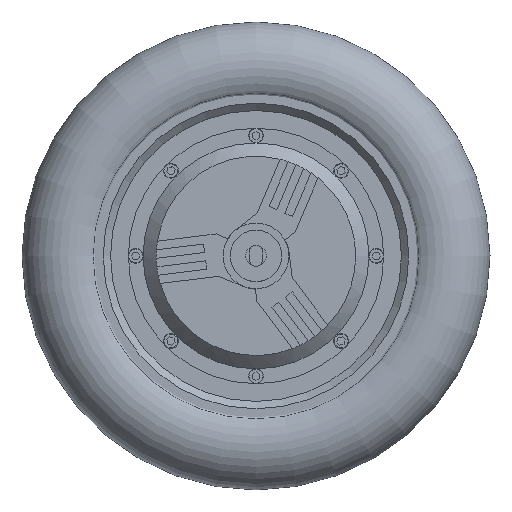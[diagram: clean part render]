
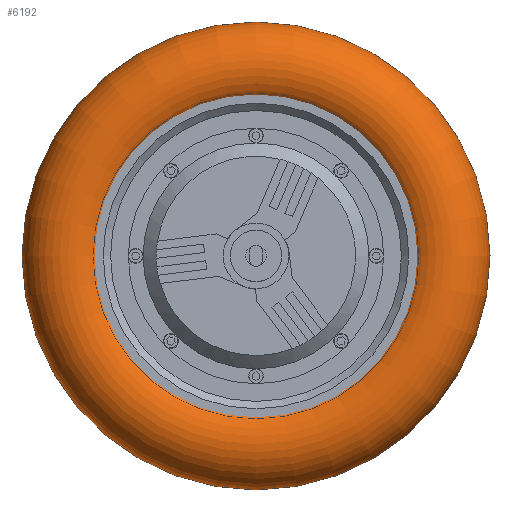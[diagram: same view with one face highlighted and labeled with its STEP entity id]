
A CAD part, top view. The second image highlights one B-rep face of the part: STEP entity #6192.
In plain terms, the highlighted toroidal (fillet/blend) face has major radius 127.5 mm and minor radius 31 mm.
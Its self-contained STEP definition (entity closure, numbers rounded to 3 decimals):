
#160=TOROIDAL_SURFACE('',#6876,127.5,31.);
#845=FACE_OUTER_BOUND('',#1274,.T.);
#1274=EDGE_LOOP('',(#5660,#5661,#5662,#5663));
#2677=CIRCLE('',#6877,31.);
#2678=CIRCLE('',#6878,96.5);
#3215=VERTEX_POINT('',#10518);
#4033=EDGE_CURVE('',#3215,#3215,#2677,.T.);
#4034=EDGE_CURVE('',#3215,#3215,#2678,.T.);
#5660=ORIENTED_EDGE('',*,*,#4033,.F.);
#5661=ORIENTED_EDGE('',*,*,#4034,.T.);
#5662=ORIENTED_EDGE('',*,*,#4033,.T.);
#5663=ORIENTED_EDGE('',*,*,#4034,.F.);
#6192=ADVANCED_FACE('',(#845),#160,.T.);
#6876=AXIS2_PLACEMENT_3D('',#10517,#8696,#8697);
#6877=AXIS2_PLACEMENT_3D('',#10519,#8698,#8699);
#6878=AXIS2_PLACEMENT_3D('',#10520,#8700,#8701);
#8696=DIRECTION('center_axis',(0.,0.,1.));
#8697=DIRECTION('ref_axis',(1.,0.,0.));
#8698=DIRECTION('center_axis',(0.,-1.,0.));
#8699=DIRECTION('ref_axis',(-1.,0.,0.));
#8700=DIRECTION('center_axis',(0.,0.,-1.));
#8701=DIRECTION('ref_axis',(1.,0.,0.));
#10517=CARTESIAN_POINT('Origin',(0.,0.,0.));
#10518=CARTESIAN_POINT('',(-96.5,0.,0.));
#10519=CARTESIAN_POINT('Origin',(-127.5,0.,0.));
#10520=CARTESIAN_POINT('Origin',(0.,0.,0.));
